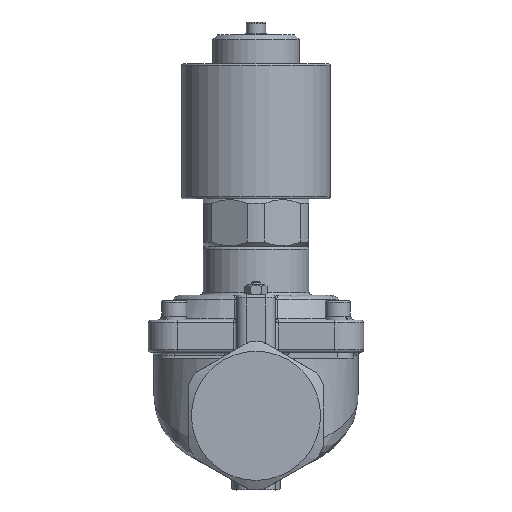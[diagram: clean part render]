
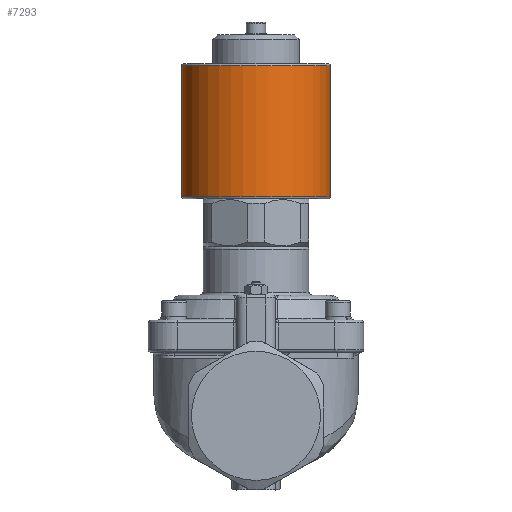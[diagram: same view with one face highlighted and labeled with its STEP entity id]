
A CAD part, front view. The second image highlights one B-rep face of the part: STEP entity #7293.
In plain terms, the highlighted cylindrical face has radius 38.5 mm (diameter 77 mm), a full revolution.
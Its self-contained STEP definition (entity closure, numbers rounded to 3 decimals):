
#123=B_SPLINE_CURVE_WITH_KNOTS('',3,(#11117,#11118,#11119,#11120,#11121,
#11122,#11123,#11124,#11125,#11126),.UNSPECIFIED.,.F.,.F.,(4,2,2,2,4),(-0.603,
-0.452,-0.301,-0.151,0.),
 .UNSPECIFIED.);
#126=B_SPLINE_CURVE_WITH_KNOTS('',3,(#11147,#11148,#11149,#11150,#11151,
#11152,#11153,#11154,#11155,#11156),.UNSPECIFIED.,.F.,.F.,(4,2,2,2,4),(0.,
0.151,0.301,0.452,0.603),
 .UNSPECIFIED.);
#127=B_SPLINE_CURVE_WITH_KNOTS('',3,(#11161,#11162,#11163,#11164,#11165,
#11166,#11167,#11168,#11169,#11170),.UNSPECIFIED.,.F.,.F.,(4,2,2,2,4),(0.606,
0.757,0.908,1.059,1.21),
 .UNSPECIFIED.);
#128=B_SPLINE_CURVE_WITH_KNOTS('',3,(#11179,#11180,#11181,#11182,#11183,
#11184,#11185,#11186,#11187,#11188),.UNSPECIFIED.,.F.,.F.,(4,2,2,2,4),(1.21,
1.36,1.511,1.662,1.813),
 .UNSPECIFIED.);
#311=LINE('',#11191,#766);
#312=LINE('',#11193,#767);
#766=VECTOR('',#8825,47.);
#767=VECTOR('',#8828,47.);
#1288=CYLINDRICAL_SURFACE('',#7813,38.5);
#1434=FACE_BOUND('',#2090,.T.);
#1435=FACE_BOUND('',#2091,.T.);
#1605=FACE_OUTER_BOUND('',#2089,.T.);
#2089=EDGE_LOOP('',(#5046));
#2090=EDGE_LOOP('',(#5047,#5048,#5049,#5050,#5051,#5052,#5053,#5054));
#2091=EDGE_LOOP('',(#5055));
#2627=CIRCLE('',#7803,38.5);
#2632=CIRCLE('',#7814,38.5);
#2633=CIRCLE('',#7815,38.5);
#2634=CIRCLE('',#7816,38.5);
#3073=VERTEX_POINT('',#11115);
#3074=VERTEX_POINT('',#11116);
#3077=VERTEX_POINT('',#11144);
#3078=VERTEX_POINT('',#11146);
#3079=VERTEX_POINT('',#11159);
#3080=VERTEX_POINT('',#11160);
#3081=VERTEX_POINT('',#11174);
#3082=VERTEX_POINT('',#11178);
#3087=VERTEX_POINT('',#11205);
#3088=VERTEX_POINT('',#11208);
#3817=EDGE_CURVE('',#3073,#3074,#123,.T.);
#3823=EDGE_CURVE('',#3078,#3077,#126,.T.);
#3825=EDGE_CURVE('',#3079,#3080,#127,.T.);
#3828=EDGE_CURVE('',#3081,#3079,#2627,.T.);
#3830=EDGE_CURVE('',#3082,#3081,#128,.T.);
#3832=EDGE_CURVE('',#3074,#3082,#311,.T.);
#3833=EDGE_CURVE('',#3080,#3078,#312,.T.);
#3838=EDGE_CURVE('',#3087,#3087,#2632,.T.);
#3839=EDGE_CURVE('',#3077,#3073,#2633,.T.);
#3840=EDGE_CURVE('',#3088,#3088,#2634,.T.);
#5046=ORIENTED_EDGE('',*,*,#3838,.F.);
#5047=ORIENTED_EDGE('',*,*,#3825,.T.);
#5048=ORIENTED_EDGE('',*,*,#3833,.T.);
#5049=ORIENTED_EDGE('',*,*,#3823,.T.);
#5050=ORIENTED_EDGE('',*,*,#3839,.T.);
#5051=ORIENTED_EDGE('',*,*,#3817,.T.);
#5052=ORIENTED_EDGE('',*,*,#3832,.T.);
#5053=ORIENTED_EDGE('',*,*,#3830,.T.);
#5054=ORIENTED_EDGE('',*,*,#3828,.T.);
#5055=ORIENTED_EDGE('',*,*,#3840,.F.);
#7293=ADVANCED_FACE('',(#1605,#1434,#1435),#1288,.T.);
#7803=AXIS2_PLACEMENT_3D('',#11175,#8817,#8818);
#7813=AXIS2_PLACEMENT_3D('',#11204,#8841,#8842);
#7814=AXIS2_PLACEMENT_3D('',#11206,#8843,#8844);
#7815=AXIS2_PLACEMENT_3D('',#11207,#8845,#8846);
#7816=AXIS2_PLACEMENT_3D('',#11209,#8847,#8848);
#8817=DIRECTION('center_axis',(0.,0.,
-1.));
#8818=DIRECTION('ref_axis',(-1.,0.,0.));
#8825=DIRECTION('',(0.,0.,-1.));
#8828=DIRECTION('',(0.,0.,1.));
#8841=DIRECTION('center_axis',(0.,0.,
-1.));
#8842=DIRECTION('ref_axis',(-1.,0.,0.));
#8843=DIRECTION('center_axis',(0.,0.,
1.));
#8844=DIRECTION('ref_axis',(-1.,0.,0.));
#8845=DIRECTION('center_axis',(0.,0.,
1.));
#8846=DIRECTION('ref_axis',(-1.,0.,0.));
#8847=DIRECTION('center_axis',(0.,0.,
-1.));
#8848=DIRECTION('ref_axis',(-1.,0.,0.));
#11115=CARTESIAN_POINT('',(-19.968,-50.083,174.256));
#11116=CARTESIAN_POINT('',(-23.28,-52.336,170.256));
#11117=CARTESIAN_POINT('Ctrl Pts',(-19.968,-50.083,
174.256));
#11118=CARTESIAN_POINT('Ctrl Pts',(-20.398,-50.344,
174.256));
#11119=CARTESIAN_POINT('Ctrl Pts',(-20.852,-50.632,
174.157));
#11120=CARTESIAN_POINT('Ctrl Pts',(-21.675,-51.178,
173.749));
#11121=CARTESIAN_POINT('Ctrl Pts',(-22.046,-51.435,
173.441));
#11122=CARTESIAN_POINT('Ctrl Pts',(-22.625,-51.848,172.73));
#11123=CARTESIAN_POINT('Ctrl Pts',(-22.873,-52.03,
172.28));
#11124=CARTESIAN_POINT('Ctrl Pts',(-23.2,-52.275,
171.294));
#11125=CARTESIAN_POINT('Ctrl Pts',(-23.28,-52.336,
170.759));
#11126=CARTESIAN_POINT('Ctrl Pts',(-23.28,-52.336,
170.256));
#11144=CARTESIAN_POINT('',(19.968,-50.083,174.256));
#11146=CARTESIAN_POINT('',(23.28,-52.336,170.256));
#11147=CARTESIAN_POINT('Ctrl Pts',(23.28,-52.336,170.256));
#11148=CARTESIAN_POINT('Ctrl Pts',(23.28,-52.336,170.759));
#11149=CARTESIAN_POINT('Ctrl Pts',(23.2,-52.275,171.294));
#11150=CARTESIAN_POINT('Ctrl Pts',(22.873,-52.03,172.28));
#11151=CARTESIAN_POINT('Ctrl Pts',(22.625,-51.848,172.73));
#11152=CARTESIAN_POINT('Ctrl Pts',(22.046,-51.435,173.441));
#11153=CARTESIAN_POINT('Ctrl Pts',(21.675,-51.178,173.749));
#11154=CARTESIAN_POINT('Ctrl Pts',(20.852,-50.632,174.157));
#11155=CARTESIAN_POINT('Ctrl Pts',(20.398,-50.344,174.256));
#11156=CARTESIAN_POINT('Ctrl Pts',(19.968,-50.083,174.256));
#11159=CARTESIAN_POINT('',(19.968,-50.083,119.256));
#11160=CARTESIAN_POINT('',(23.28,-52.336,123.256));
#11161=CARTESIAN_POINT('Ctrl Pts',(19.968,-50.083,119.256));
#11162=CARTESIAN_POINT('Ctrl Pts',(20.398,-50.344,119.256));
#11163=CARTESIAN_POINT('Ctrl Pts',(20.852,-50.632,119.356));
#11164=CARTESIAN_POINT('Ctrl Pts',(21.675,-51.178,119.764));
#11165=CARTESIAN_POINT('Ctrl Pts',(22.046,-51.435,120.072));
#11166=CARTESIAN_POINT('Ctrl Pts',(22.625,-51.848,120.783));
#11167=CARTESIAN_POINT('Ctrl Pts',(22.873,-52.03,121.233));
#11168=CARTESIAN_POINT('Ctrl Pts',(23.2,-52.275,122.218));
#11169=CARTESIAN_POINT('Ctrl Pts',(23.28,-52.336,122.754));
#11170=CARTESIAN_POINT('Ctrl Pts',(23.28,-52.336,123.256));
#11174=CARTESIAN_POINT('',(-19.968,-50.083,119.256));
#11175=CARTESIAN_POINT('Origin',(0.,-83.,
119.256));
#11178=CARTESIAN_POINT('',(-23.28,-52.336,123.256));
#11179=CARTESIAN_POINT('Ctrl Pts',(-23.28,-52.336,
123.256));
#11180=CARTESIAN_POINT('Ctrl Pts',(-23.28,-52.336,
122.754));
#11181=CARTESIAN_POINT('Ctrl Pts',(-23.2,-52.275,
122.218));
#11182=CARTESIAN_POINT('Ctrl Pts',(-22.873,-52.03,
121.233));
#11183=CARTESIAN_POINT('Ctrl Pts',(-22.625,-51.848,
120.783));
#11184=CARTESIAN_POINT('Ctrl Pts',(-22.046,-51.435,
120.072));
#11185=CARTESIAN_POINT('Ctrl Pts',(-21.675,-51.178,
119.764));
#11186=CARTESIAN_POINT('Ctrl Pts',(-20.852,-50.632,
119.356));
#11187=CARTESIAN_POINT('Ctrl Pts',(-20.398,-50.344,119.256));
#11188=CARTESIAN_POINT('Ctrl Pts',(-19.968,-50.083,
119.256));
#11191=CARTESIAN_POINT('',(-23.28,-52.336,176.256));
#11193=CARTESIAN_POINT('',(23.28,-52.336,176.256));
#11204=CARTESIAN_POINT('Origin',(0.,-83.,
176.256));
#11205=CARTESIAN_POINT('',(38.5,-83.,175.256));
#11206=CARTESIAN_POINT('Origin',(0.,-83.,
175.256));
#11207=CARTESIAN_POINT('Origin',(0.,-83.,
174.256));
#11208=CARTESIAN_POINT('',(38.5,-83.,107.256));
#11209=CARTESIAN_POINT('Origin',(0.,-83.,
107.256));
